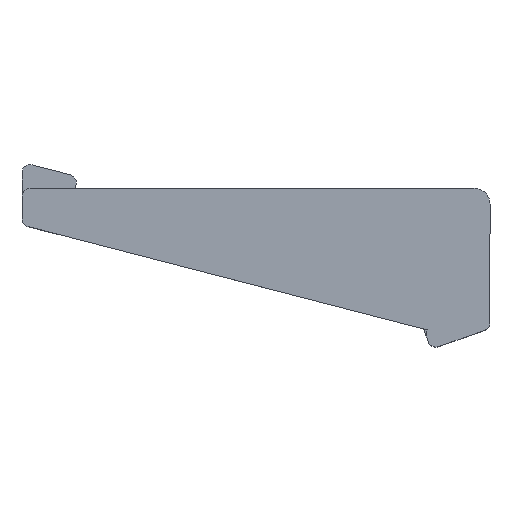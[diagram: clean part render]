
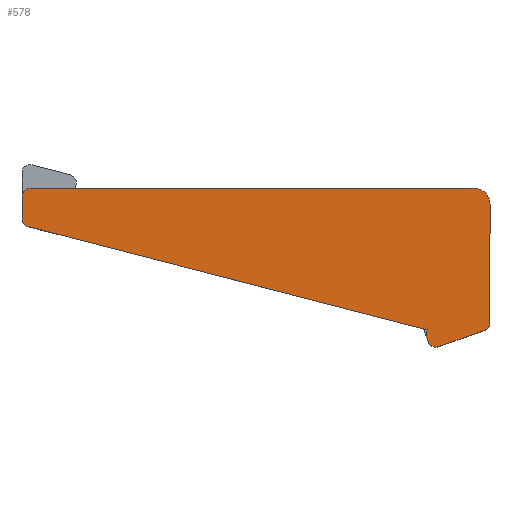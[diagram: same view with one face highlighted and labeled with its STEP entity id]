
A CAD part, top view. The second image highlights one B-rep face of the part: STEP entity #578.
In plain terms, the highlighted planar face has unit normal (0, 0, 1).
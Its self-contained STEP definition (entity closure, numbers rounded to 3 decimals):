
#20=PLANE('',#626);
#38=FACE_OUTER_BOUND('',#69,.T.);
#69=EDGE_LOOP('',(#400,#401,#402,#403,#404,#405,#406,#407,#408,#409,#410,
#411));
#100=LINE('',#880,#158);
#107=LINE('',#894,#165);
#108=LINE('',#898,#166);
#109=LINE('',#902,#167);
#110=LINE('',#906,#168);
#111=LINE('',#910,#169);
#158=VECTOR('',#697,10.);
#165=VECTOR('',#706,10.);
#166=VECTOR('',#709,10.);
#167=VECTOR('',#712,10.);
#168=VECTOR('',#715,10.);
#169=VECTOR('',#718,10.);
#215=CIRCLE('',#624,2.);
#216=CIRCLE('',#627,1.);
#217=CIRCLE('',#628,1.);
#218=CIRCLE('',#629,1.);
#219=CIRCLE('',#630,1.);
#220=CIRCLE('',#631,1.);
#245=VERTEX_POINT('',#873);
#246=VERTEX_POINT('',#875);
#247=VERTEX_POINT('',#879);
#253=VERTEX_POINT('',#893);
#254=VERTEX_POINT('',#895);
#255=VERTEX_POINT('',#897);
#256=VERTEX_POINT('',#899);
#257=VERTEX_POINT('',#901);
#258=VERTEX_POINT('',#903);
#259=VERTEX_POINT('',#905);
#260=VERTEX_POINT('',#907);
#261=VERTEX_POINT('',#909);
#303=EDGE_CURVE('',#245,#246,#215,.T.);
#305=EDGE_CURVE('',#246,#247,#100,.T.);
#312=EDGE_CURVE('',#253,#245,#107,.T.);
#313=EDGE_CURVE('',#254,#253,#216,.T.);
#314=EDGE_CURVE('',#255,#254,#108,.T.);
#315=EDGE_CURVE('',#256,#255,#217,.T.);
#316=EDGE_CURVE('',#256,#257,#109,.T.);
#317=EDGE_CURVE('',#258,#257,#218,.T.);
#318=EDGE_CURVE('',#258,#259,#110,.T.);
#319=EDGE_CURVE('',#260,#259,#219,.T.);
#320=EDGE_CURVE('',#260,#261,#111,.T.);
#321=EDGE_CURVE('',#247,#261,#220,.T.);
#400=ORIENTED_EDGE('',*,*,#303,.F.);
#401=ORIENTED_EDGE('',*,*,#312,.F.);
#402=ORIENTED_EDGE('',*,*,#313,.F.);
#403=ORIENTED_EDGE('',*,*,#314,.F.);
#404=ORIENTED_EDGE('',*,*,#315,.F.);
#405=ORIENTED_EDGE('',*,*,#316,.T.);
#406=ORIENTED_EDGE('',*,*,#317,.F.);
#407=ORIENTED_EDGE('',*,*,#318,.T.);
#408=ORIENTED_EDGE('',*,*,#319,.F.);
#409=ORIENTED_EDGE('',*,*,#320,.T.);
#410=ORIENTED_EDGE('',*,*,#321,.F.);
#411=ORIENTED_EDGE('',*,*,#305,.F.);
#578=ADVANCED_FACE('',(#38),#20,.T.);
#624=AXIS2_PLACEMENT_3D('',#876,#692,#693);
#626=AXIS2_PLACEMENT_3D('',#892,#704,#705);
#627=AXIS2_PLACEMENT_3D('',#896,#707,#708);
#628=AXIS2_PLACEMENT_3D('',#900,#710,#711);
#629=AXIS2_PLACEMENT_3D('',#904,#713,#714);
#630=AXIS2_PLACEMENT_3D('',#908,#716,#717);
#631=AXIS2_PLACEMENT_3D('',#911,#719,#720);
#692=DIRECTION('center_axis',(0.,0.,-1.));
#693=DIRECTION('ref_axis',(0.707,0.707,0.));
#697=DIRECTION('',(0.,-1.,0.));
#704=DIRECTION('center_axis',(0.,0.,1.));
#705=DIRECTION('ref_axis',(1.,0.,0.));
#706=DIRECTION('',(1.,0.,0.));
#707=DIRECTION('center_axis',(0.,0.,-1.));
#708=DIRECTION('ref_axis',(-0.707,0.707,0.));
#709=DIRECTION('',(0.,1.,0.));
#710=DIRECTION('center_axis',(0.,0.,-1.));
#711=DIRECTION('ref_axis',(-0.791,-0.612,0.));
#712=DIRECTION('',(0.968,-0.251,0.));
#713=DIRECTION('center_axis',(0.,0.,-1.));
#714=DIRECTION('ref_axis',(-0.891,0.454,0.));
#715=DIRECTION('',(0.333,-0.943,0.));
#716=DIRECTION('center_axis',(0.,0.,-1.));
#717=DIRECTION('ref_axis',(-0.431,-0.902,0.));
#718=DIRECTION('',(0.943,0.333,0.));
#719=DIRECTION('center_axis',(0.,0.,-1.));
#720=DIRECTION('ref_axis',(0.816,-0.578,0.));
#873=CARTESIAN_POINT('',(6.145,17.338,0.));
#875=CARTESIAN_POINT('',(8.145,15.338,0.));
#876=CARTESIAN_POINT('Origin',(6.145,15.338,0.));
#879=CARTESIAN_POINT('',(8.145,0.777,0.));
#880=CARTESIAN_POINT('',(8.145,17.338,0.));
#892=CARTESIAN_POINT('Origin',(-20.646,8.669,0.));
#893=CARTESIAN_POINT('',(-48.437,17.338,0.));
#894=CARTESIAN_POINT('',(-49.437,17.338,0.));
#895=CARTESIAN_POINT('',(-49.437,16.338,0.));
#896=CARTESIAN_POINT('Origin',(-48.437,16.338,0.));
#897=CARTESIAN_POINT('',(-49.437,13.569,0.));
#898=CARTESIAN_POINT('',(-49.437,12.795,0.));
#899=CARTESIAN_POINT('',(-48.688,12.601,0.));
#900=CARTESIAN_POINT('Origin',(-48.437,13.569,0.));
#901=CARTESIAN_POINT('',(0.452,-0.117,0.));
#902=CARTESIAN_POINT('',(-49.437,12.795,0.));
#903=CARTESIAN_POINT('',(0.35,-0.992,0.));
#904=CARTESIAN_POINT('Origin',(1.293,-0.659,0.));
#905=CARTESIAN_POINT('',(0.548,-1.552,0.));
#906=CARTESIAN_POINT('',(0.,0.,0.));
#907=CARTESIAN_POINT('',(1.824,-2.162,0.));
#908=CARTESIAN_POINT('Origin',(1.491,-1.219,0.));
#909=CARTESIAN_POINT('',(7.478,-0.166,0.));
#910=CARTESIAN_POINT('',(0.881,-2.495,0.));
#911=CARTESIAN_POINT('Origin',(7.145,0.777,0.));
